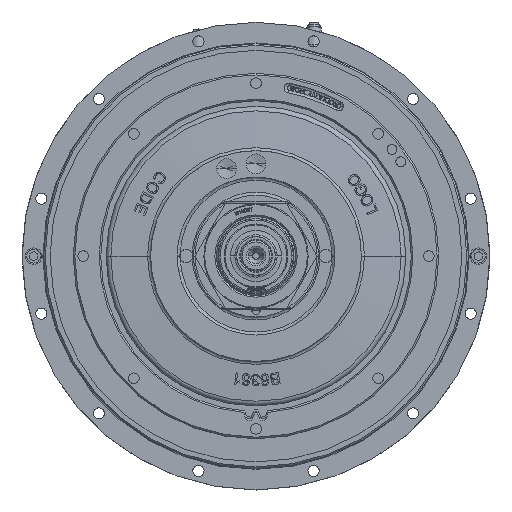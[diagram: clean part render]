
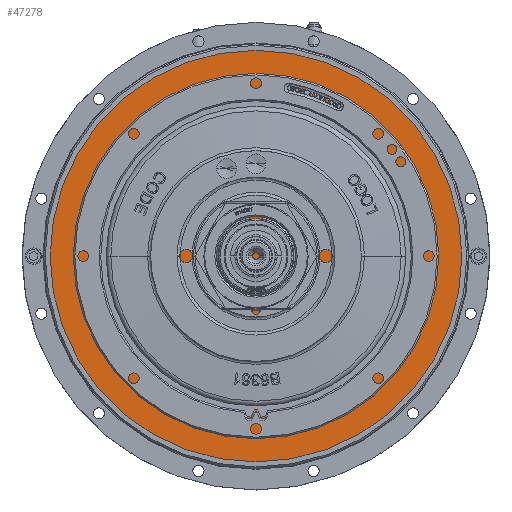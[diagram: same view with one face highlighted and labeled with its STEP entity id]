
A CAD part, top view. The second image highlights one B-rep face of the part: STEP entity #47278.
In plain terms, the highlighted planar face has unit normal (0, 0, 1).
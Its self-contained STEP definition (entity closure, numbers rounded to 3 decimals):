
#3378 = ORIENTED_EDGE ( 'NONE', *, *, #23148, .T. ) ;
#3656 = CARTESIAN_POINT ( 'NONE',  ( -201.93, 0., -37.118 ) ) ;
#4022 = DIRECTION ( 'NONE',  ( 0., 0., 1. ) ) ;
#11571 = ORIENTED_EDGE ( 'NONE', *, *, #63566, .T. ) ;
#16531 = CARTESIAN_POINT ( 'NONE',  ( 0., 0., -37.118 ) ) ;
#19750 = CARTESIAN_POINT ( 'NONE',  ( 0., 0., -37.118 ) ) ;
#23148 = EDGE_CURVE ( 'NONE', #42273, #37108, #54572, .T. ) ;
#23928 = AXIS2_PLACEMENT_3D ( 'NONE', #16531, #4022, #78529 ) ;
#25262 = FACE_OUTER_BOUND ( 'NONE', #31624, .T. ) ;
#26111 = DIRECTION ( 'NONE',  ( 1., 0., 0. ) ) ;
#31624 = EDGE_LOOP ( 'NONE', ( #11571, #3378 ) ) ;
#35913 = AXIS2_PLACEMENT_3D ( 'NONE', #58515, #58767, #57455 ) ;
#37108 = VERTEX_POINT ( 'NONE', #38434 ) ;
#38434 = CARTESIAN_POINT ( 'NONE',  ( 201.93, 0., -37.118 ) ) ;
#42273 = VERTEX_POINT ( 'NONE', #3656 ) ;
#47278 = ADVANCED_FACE ( 'NONE', ( #25262 ), #70483, .T. ) ;
#54476 = CIRCLE ( 'NONE', #69057, 201.93 ) ;
#54572 = CIRCLE ( 'NONE', #35913, 201.93 ) ;
#57455 = DIRECTION ( 'NONE',  ( 1., 0., 0. ) ) ;
#58515 = CARTESIAN_POINT ( 'NONE',  ( 0., 0., -37.118 ) ) ;
#58767 = DIRECTION ( 'NONE',  ( 0., 0., 1. ) ) ;
#63292 = DIRECTION ( 'NONE',  ( 0., 0., 1. ) ) ;
#63566 = EDGE_CURVE ( 'NONE', #37108, #42273, #54476, .T. ) ;
#69057 = AXIS2_PLACEMENT_3D ( 'NONE', #19750, #63292, #26111 ) ;
#70483 = PLANE ( 'NONE',  #23928 ) ;
#78529 = DIRECTION ( 'NONE',  ( 1., 0., 0. ) ) ;
